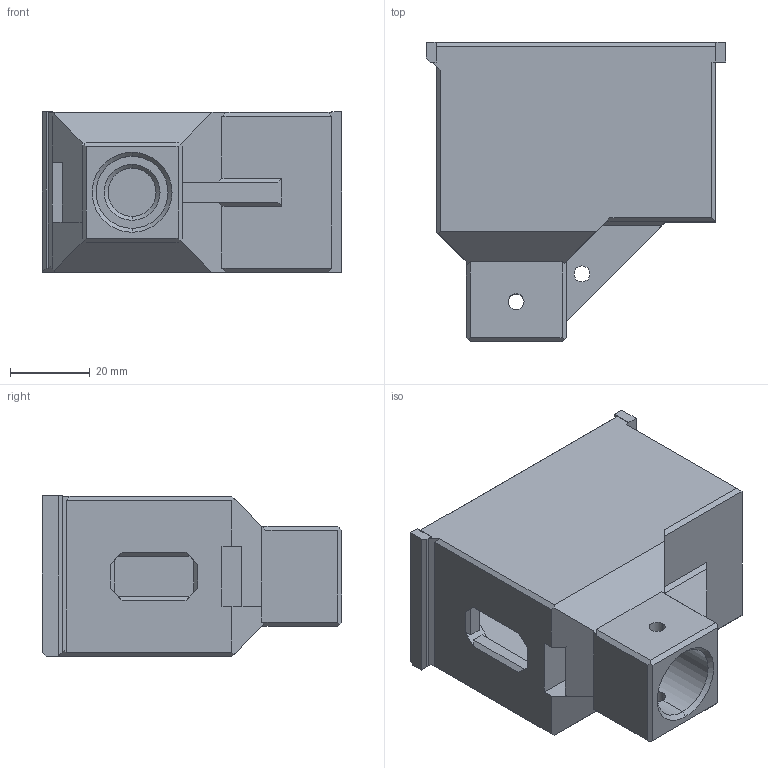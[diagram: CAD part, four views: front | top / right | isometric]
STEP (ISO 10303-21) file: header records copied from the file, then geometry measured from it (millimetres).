
FILE_DESCRIPTION (( 'STEP AP214' ), '1' );
FILE_NAME ('shoulder_joint.STEP', '2017-10-19T07:34:36', ( '' ), ( '' ), 'SwSTEP 2.0', 'SolidWorks 2013', '' );
FILE_SCHEMA (( 'AUTOMOTIVE_DESIGN' ));
Length unit declared in the file: millimetre
Products named in the file (1): shoulder_joint
Bounding box: 75 x 75 x 40.16 mm (x, y, z)
Volume: 71784.3 mm3; surface area: 28062.5 mm2
Topology: 1 solids, 1 shells, 103 faces, 281 edges, 184 vertices
Faces by surface type: plane 79, cylinder 18, cone 6
Entity records: 3367 total; most frequent: CARTESIAN_POINT 685, ORIENTED_EDGE 562, DIRECTION 519, EDGE_CURVE 281, LINE 235, VECTOR 235, VERTEX_POINT 184, AXIS2_PLACEMENT_3D 142
